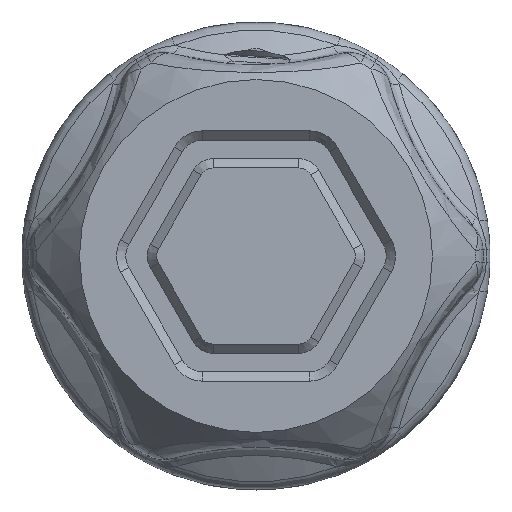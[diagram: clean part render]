
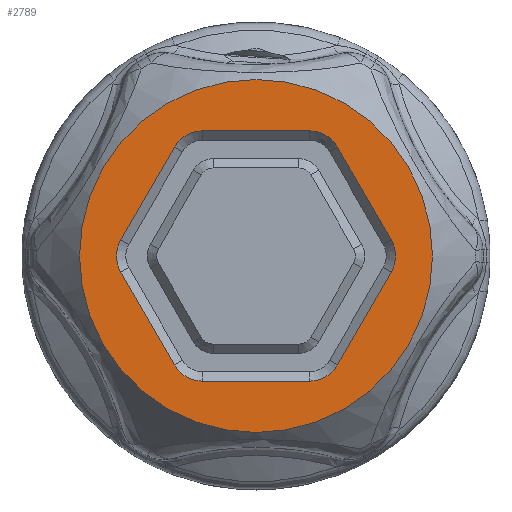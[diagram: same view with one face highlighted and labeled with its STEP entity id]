
A CAD part, front view. The second image highlights one B-rep face of the part: STEP entity #2789.
In plain terms, the highlighted face is planar.
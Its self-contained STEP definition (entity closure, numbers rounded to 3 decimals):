
#51=FACE_BOUND('',#567,.T.);
#66=PLANE('',#3012);
#170=CIRCLE('',#2982,1.4);
#172=CIRCLE('',#2986,1.4);
#174=CIRCLE('',#2990,1.4);
#176=CIRCLE('',#2994,1.4);
#178=CIRCLE('',#2998,1.4);
#180=CIRCLE('',#3002,1.4);
#184=CIRCLE('',#3013,7.618);
#380=FACE_OUTER_BOUND('',#566,.T.);
#566=EDGE_LOOP('',(#2056));
#567=EDGE_LOOP('',(#2057,#2058,#2059,#2060,#2061,#2062,#2063,#2064,#2065,
#2066,#2067,#2068));
#856=LINE('',#5843,#988);
#861=LINE('',#5857,#993);
#865=LINE('',#5869,#997);
#869=LINE('',#5881,#1001);
#873=LINE('',#5893,#1005);
#877=LINE('',#5905,#1009);
#988=VECTOR('',#3378,10.);
#993=VECTOR('',#3391,10.);
#997=VECTOR('',#3403,10.);
#1001=VECTOR('',#3415,10.);
#1005=VECTOR('',#3427,10.);
#1009=VECTOR('',#3439,10.);
#1171=VERTEX_POINT('',#5840);
#1172=VERTEX_POINT('',#5842);
#1175=VERTEX_POINT('',#5850);
#1177=VERTEX_POINT('',#5855);
#1179=VERTEX_POINT('',#5862);
#1181=VERTEX_POINT('',#5867);
#1183=VERTEX_POINT('',#5874);
#1185=VERTEX_POINT('',#5879);
#1187=VERTEX_POINT('',#5886);
#1189=VERTEX_POINT('',#5891);
#1191=VERTEX_POINT('',#5898);
#1193=VERTEX_POINT('',#5903);
#1201=VERTEX_POINT('',#5937);
#1463=EDGE_CURVE('',#1171,#1172,#856,.T.);
#1468=EDGE_CURVE('',#1175,#1171,#170,.T.);
#1470=EDGE_CURVE('',#1177,#1175,#861,.T.);
#1474=EDGE_CURVE('',#1179,#1177,#172,.T.);
#1476=EDGE_CURVE('',#1181,#1179,#865,.T.);
#1480=EDGE_CURVE('',#1183,#1181,#174,.T.);
#1482=EDGE_CURVE('',#1185,#1183,#869,.T.);
#1486=EDGE_CURVE('',#1187,#1185,#176,.T.);
#1488=EDGE_CURVE('',#1189,#1187,#873,.T.);
#1492=EDGE_CURVE('',#1191,#1189,#178,.T.);
#1494=EDGE_CURVE('',#1193,#1191,#877,.T.);
#1497=EDGE_CURVE('',#1172,#1193,#180,.T.);
#1511=EDGE_CURVE('',#1201,#1201,#184,.T.);
#2056=ORIENTED_EDGE('',*,*,#1511,.T.);
#2057=ORIENTED_EDGE('',*,*,#1463,.F.);
#2058=ORIENTED_EDGE('',*,*,#1468,.F.);
#2059=ORIENTED_EDGE('',*,*,#1470,.F.);
#2060=ORIENTED_EDGE('',*,*,#1474,.F.);
#2061=ORIENTED_EDGE('',*,*,#1476,.F.);
#2062=ORIENTED_EDGE('',*,*,#1480,.F.);
#2063=ORIENTED_EDGE('',*,*,#1482,.F.);
#2064=ORIENTED_EDGE('',*,*,#1486,.F.);
#2065=ORIENTED_EDGE('',*,*,#1488,.F.);
#2066=ORIENTED_EDGE('',*,*,#1492,.F.);
#2067=ORIENTED_EDGE('',*,*,#1494,.F.);
#2068=ORIENTED_EDGE('',*,*,#1497,.F.);
#2789=ADVANCED_FACE('',(#380,#51),#66,.F.);
#2982=AXIS2_PLACEMENT_3D('',#5852,#3386,#3387);
#2986=AXIS2_PLACEMENT_3D('',#5864,#3398,#3399);
#2990=AXIS2_PLACEMENT_3D('',#5876,#3410,#3411);
#2994=AXIS2_PLACEMENT_3D('',#5888,#3422,#3423);
#2998=AXIS2_PLACEMENT_3D('',#5900,#3434,#3435);
#3002=AXIS2_PLACEMENT_3D('',#5909,#3445,#3446);
#3012=AXIS2_PLACEMENT_3D('',#5936,#3475,#3476);
#3013=AXIS2_PLACEMENT_3D('',#5938,#3477,#3478);
#3378=DIRECTION('',(-1.,0.,0.));
#3386=DIRECTION('center_axis',(0.,0.,
1.));
#3387=DIRECTION('ref_axis',(0.5,0.866,0.));
#3391=DIRECTION('',(-0.5,0.866,0.));
#3398=DIRECTION('center_axis',(0.,0.,
1.));
#3399=DIRECTION('ref_axis',(1.,0.,0.));
#3403=DIRECTION('',(0.5,0.866,0.));
#3410=DIRECTION('center_axis',(0.,0.,
1.));
#3411=DIRECTION('ref_axis',(0.5,-0.866,0.));
#3415=DIRECTION('',(1.,0.,0.));
#3422=DIRECTION('center_axis',(0.,0.,
1.));
#3423=DIRECTION('ref_axis',(-0.5,-0.866,0.));
#3427=DIRECTION('',(0.5,-0.866,0.));
#3434=DIRECTION('center_axis',(0.,0.,
1.));
#3435=DIRECTION('ref_axis',(-1.,0.,0.));
#3439=DIRECTION('',(-0.5,-0.866,0.));
#3445=DIRECTION('center_axis',(0.,0.,
1.));
#3446=DIRECTION('ref_axis',(-0.5,0.866,0.));
#3475=DIRECTION('center_axis',(0.,0.,
-1.));
#3476=DIRECTION('ref_axis',(0.,1.,0.));
#3477=DIRECTION('center_axis',(0.,0.,
1.));
#3478=DIRECTION('ref_axis',(-1.,0.,0.));
#5840=CARTESIAN_POINT('',(2.309,5.4,10.4));
#5842=CARTESIAN_POINT('',(-2.309,5.4,10.4));
#5843=CARTESIAN_POINT('',(-1.443,5.4,10.4));
#5850=CARTESIAN_POINT('',(3.522,4.7,10.4));
#5852=CARTESIAN_POINT('Origin',(2.309,4.,10.4));
#5855=CARTESIAN_POINT('',(5.831,0.7,10.4));
#5857=CARTESIAN_POINT('',(3.955,3.95,10.4));
#5862=CARTESIAN_POINT('',(5.831,-0.7,10.4));
#5864=CARTESIAN_POINT('Origin',(4.619,0.,
10.4));
#5867=CARTESIAN_POINT('',(3.522,-4.7,10.4));
#5869=CARTESIAN_POINT('',(5.398,-1.45,10.4));
#5874=CARTESIAN_POINT('',(2.309,-5.4,10.4));
#5876=CARTESIAN_POINT('Origin',(2.309,-4.,10.4));
#5879=CARTESIAN_POINT('',(-2.309,-5.4,10.4));
#5881=CARTESIAN_POINT('',(1.443,-5.4,10.4));
#5886=CARTESIAN_POINT('',(-3.522,-4.7,10.4));
#5888=CARTESIAN_POINT('Origin',(-2.309,-4.,10.4));
#5891=CARTESIAN_POINT('',(-5.831,-0.7,10.4));
#5893=CARTESIAN_POINT('',(-3.955,-3.95,10.4));
#5898=CARTESIAN_POINT('',(-5.831,0.7,10.4));
#5900=CARTESIAN_POINT('Origin',(-4.619,0.,
10.4));
#5903=CARTESIAN_POINT('',(-3.522,4.7,10.4));
#5905=CARTESIAN_POINT('',(-5.398,1.45,10.4));
#5909=CARTESIAN_POINT('Origin',(-2.309,4.,10.4));
#5936=CARTESIAN_POINT('Origin',(0.,0.,
10.4));
#5937=CARTESIAN_POINT('',(7.618,0.,10.4));
#5938=CARTESIAN_POINT('Origin',(0.,0.,
10.4));
